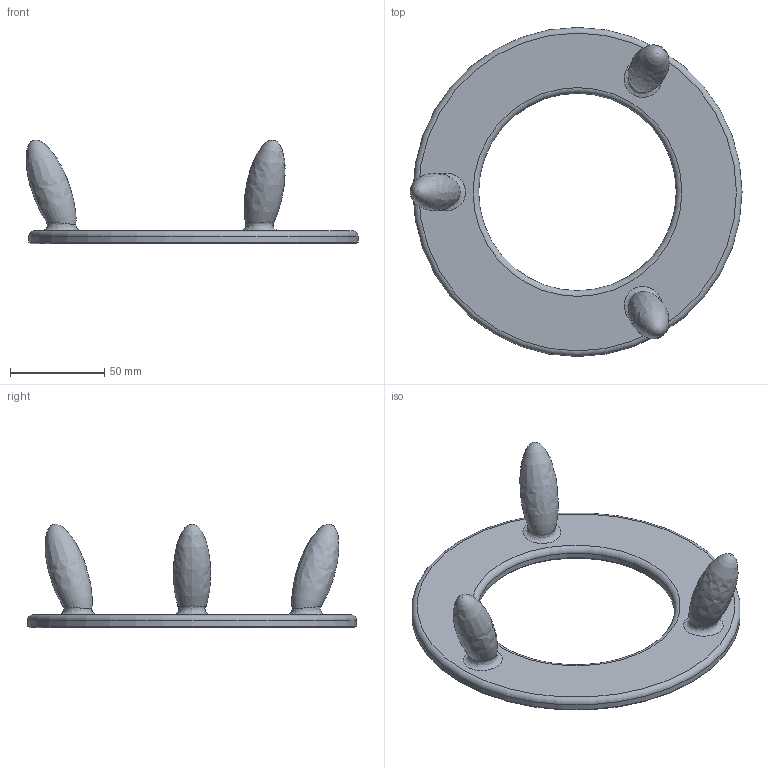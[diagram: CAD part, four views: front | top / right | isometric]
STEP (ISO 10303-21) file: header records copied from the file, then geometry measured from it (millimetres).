
FILE_DESCRIPTION(('FreeCAD Model'),'2;1');
FILE_NAME('Open CASCADE Shape Model','2023-05-08T00:02:40',(''),(''), 'Open CASCADE STEP processor 7.6','FreeCAD','Unknown');
FILE_SCHEMA(('AUTOMOTIVE_DESIGN { 1 0 10303 214 1 1 1 1 }'));
Length unit declared in the file: millimetre
Products named in the file (1): Body
Bounding box: 176.54 x 175 x 55.22 mm (x, y, z)
Volume: 139101.6 mm3; surface area: 44235.7 mm2
Topology: 1 solids, 4 shells, 23 faces, 50 edges, 29 vertices
Faces by surface type: cone 8, cylinder 5, bspline 3, revolution 3, torus 2, plane 2
Full cylindrical faces by diameter (mm): 3.893 x3, 105 x1, 175 x1
Entity records: 3625 total; most frequent: CARTESIAN_POINT 2719, DIRECTION 171, LINE 84, VECTOR 84, ORIENTED_EDGE 82, PCURVE 82, DEFINITIONAL_REPRESENTATION 82, EDGE_CURVE 41
